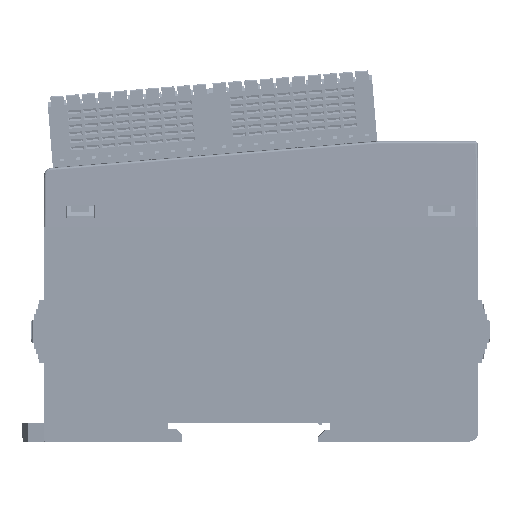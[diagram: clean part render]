
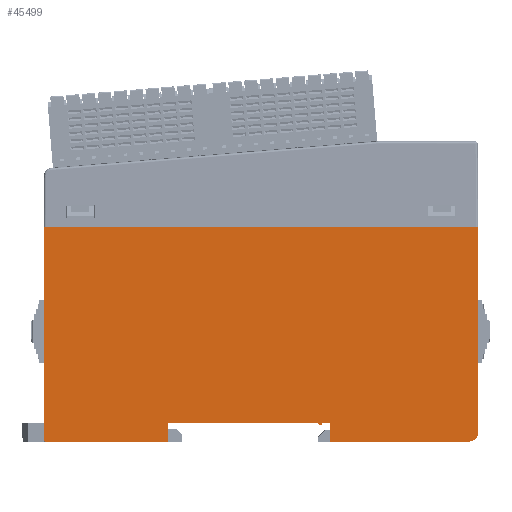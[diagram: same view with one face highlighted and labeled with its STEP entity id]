
A CAD part, left-side view. The second image highlights one B-rep face of the part: STEP entity #45499.
In plain terms, the highlighted planar face has unit normal (-1, 0, 0).
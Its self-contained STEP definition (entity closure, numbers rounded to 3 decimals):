
#12583=LINE('',#253155,#30057);
#12609=LINE('',#253230,#30083);
#12881=LINE('',#253834,#30355);
#12908=LINE('',#253896,#30382);
#13002=LINE('',#254101,#30476);
#13786=LINE('',#258548,#31260);
#13810=LINE('',#258592,#31284);
#13820=LINE('',#258610,#31294);
#13823=LINE('',#258622,#31297);
#30057=VECTOR('',#196578,1.);
#30083=VECTOR('',#196630,1.);
#30355=VECTOR('',#196936,1.);
#30382=VECTOR('',#196981,1.);
#30476=VECTOR('',#197113,1.);
#31260=VECTOR('',#198819,1.);
#31284=VECTOR('',#198851,1.);
#31294=VECTOR('',#198869,1.);
#31297=VECTOR('',#198886,1.);
#45499=ADVANCED_FACE('',(#61116),#53808,.T.);
#53808=PLANE('',#173165);
#61116=FACE_OUTER_BOUND('',#70629,.T.);
#70629=EDGE_LOOP('',(#94242,#94243,#94244,#94245,#94246,#94247,#94248,#94249,
#94250,#94251,#94252,#94253));
#94242=ORIENTED_EDGE('',*,*,#149172,.F.);
#94243=ORIENTED_EDGE('',*,*,#148227,.T.);
#94244=ORIENTED_EDGE('',*,*,#149209,.T.);
#94245=ORIENTED_EDGE('',*,*,#149213,.T.);
#94246=ORIENTED_EDGE('',*,*,#149197,.F.);
#94247=ORIENTED_EDGE('',*,*,#149207,.F.);
#94248=ORIENTED_EDGE('',*,*,#148247,.T.);
#94249=ORIENTED_EDGE('',*,*,#147907,.F.);
#94250=ORIENTED_EDGE('',*,*,#148198,.F.);
#94251=ORIENTED_EDGE('',*,*,#147872,.F.);
#94252=ORIENTED_EDGE('',*,*,#149214,.F.);
#94253=ORIENTED_EDGE('',*,*,#148323,.F.);
#129785=VERTEX_POINT('',#253154);
#129786=VERTEX_POINT('',#253156);
#129813=VERTEX_POINT('',#253229);
#129814=VERTEX_POINT('',#253231);
#130122=VERTEX_POINT('',#253895);
#130123=VERTEX_POINT('',#253897);
#130140=VERTEX_POINT('',#253939);
#130214=VERTEX_POINT('',#254100);
#130215=VERTEX_POINT('',#254102);
#130633=VERTEX_POINT('',#258593);
#130634=VERTEX_POINT('',#258594);
#130637=VERTEX_POINT('',#258613);
#147872=EDGE_CURVE('',#129785,#129786,#12583,.T.);
#147907=EDGE_CURVE('',#129813,#129814,#12609,.T.);
#148198=EDGE_CURVE('',#129786,#129813,#12881,.T.);
#148227=EDGE_CURVE('',#130123,#130122,#12908,.T.);
#148247=EDGE_CURVE('',#130140,#129814,#165569,.T.);
#148323=EDGE_CURVE('',#130214,#130215,#13002,.T.);
#149172=EDGE_CURVE('',#130123,#130214,#13786,.T.);
#149197=EDGE_CURVE('',#130633,#130634,#13810,.T.);
#149207=EDGE_CURVE('',#130140,#130633,#13820,.T.);
#149209=EDGE_CURVE('',#130122,#130637,#165588,.T.);
#149213=EDGE_CURVE('',#130637,#130634,#13823,.T.);
#149214=EDGE_CURVE('',#130215,#129785,#165590,.T.);
#165569=CIRCLE('',#172674,2.002);
#165588=CIRCLE('',#173158,0.547);
#165590=CIRCLE('',#173164,0.5);
#172674=AXIS2_PLACEMENT_3D('',#253938,#197011,#197012);
#173158=AXIS2_PLACEMENT_3D('',#258615,#198873,#198874);
#173164=AXIS2_PLACEMENT_3D('',#258623,#198887,#198888);
#173165=AXIS2_PLACEMENT_3D('',#258624,#198889,#198890);
#196578=DIRECTION('',(0.,0.,1.));
#196630=DIRECTION('',(0.,0.,-1.));
#196936=DIRECTION('',(0.,-1.,0.));
#196981=DIRECTION('',(0.,-1.,0.));
#197011=DIRECTION('',(-1.,0.,0.));
#197012=DIRECTION('',(0.,0.,1.));
#197113=DIRECTION('',(0.,1.,0.));
#198819=DIRECTION('',(0.,-0.017,-1.));
#198851=DIRECTION('',(0.,0.,1.));
#198869=DIRECTION('',(0.,1.,0.));
#198873=DIRECTION('',(-1.,0.,0.));
#198874=DIRECTION('',(0.,0.,-1.));
#198886=DIRECTION('',(0.,-1.,0.));
#198887=DIRECTION('',(1.,0.,0.));
#198888=DIRECTION('',(0.,0.,1.));
#198889=DIRECTION('',(-1.,0.,0.));
#198890=DIRECTION('',(0.,1.,0.));
#253154=CARTESIAN_POINT('',(-376.031,123.552,-36.304));
#253155=CARTESIAN_POINT('',(-376.031,123.552,-42.441));
#253156=CARTESIAN_POINT('',(-376.031,123.552,10.492));
#253229=CARTESIAN_POINT('',(-376.031,27.957,10.492));
#253230=CARTESIAN_POINT('',(-376.031,27.957,-9.277));
#253231=CARTESIAN_POINT('',(-376.031,27.957,-34.803));
#253834=CARTESIAN_POINT('',(-376.031,78.507,10.492));
#253895=CARTESIAN_POINT('',(-376.031,63.261,-32.801));
#253896=CARTESIAN_POINT('',(-376.031,78.507,-32.801));
#253897=CARTESIAN_POINT('',(-376.031,96.3,-32.801));
#253938=CARTESIAN_POINT('',(-376.031,29.959,-34.803));
#253939=CARTESIAN_POINT('',(-376.031,29.959,-36.805));
#254100=CARTESIAN_POINT('',(-376.031,96.23,-36.805));
#254101=CARTESIAN_POINT('',(-376.031,78.507,-36.805));
#254102=CARTESIAN_POINT('',(-376.031,123.051,-36.805));
#258548=CARTESIAN_POINT('',(-376.031,96.126,-42.748));
#258592=CARTESIAN_POINT('',(-376.031,60.656,-42.441));
#258593=CARTESIAN_POINT('',(-376.031,60.656,-36.805));
#258594=CARTESIAN_POINT('',(-376.031,60.656,-32.801));
#258610=CARTESIAN_POINT('',(-376.031,78.507,-36.805));
#258613=CARTESIAN_POINT('',(-376.031,62.237,-32.801));
#258615=CARTESIAN_POINT('',(-376.031,62.749,-32.609));
#258622=CARTESIAN_POINT('',(-376.031,129.964,-32.801));
#258623=CARTESIAN_POINT('',(-376.031,123.051,-36.304));
#258624=CARTESIAN_POINT('',(-376.031,78.507,-42.441));
